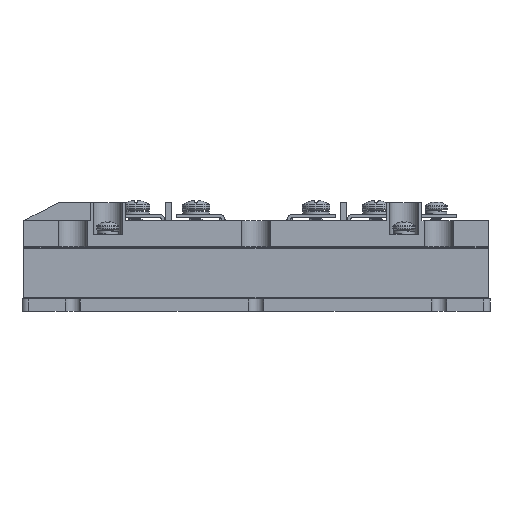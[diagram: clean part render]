
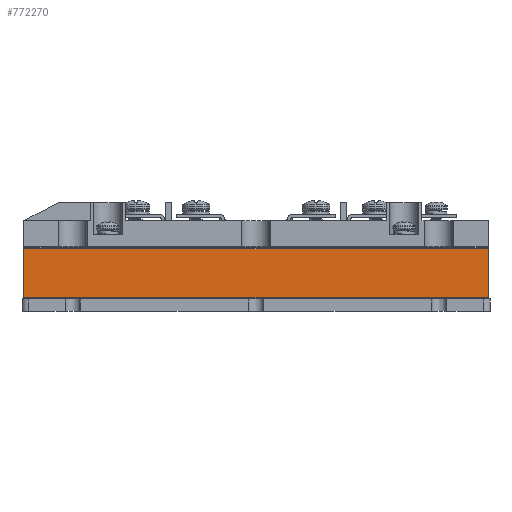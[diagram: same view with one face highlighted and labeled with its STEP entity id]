
A CAD part, front view. The second image highlights one B-rep face of the part: STEP entity #772270.
In plain terms, the highlighted planar face has unit normal (0, -1, 0).
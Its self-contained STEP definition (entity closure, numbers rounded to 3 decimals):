
#767270=CARTESIAN_POINT('',(58.089,-29.921,-17.602));
#767280=VERTEX_POINT('',#767270);
#767310=CARTESIAN_POINT('',(-57.913,-29.921,
-17.602));
#767320=DIRECTION('',(1.,0.,0.));
#767330=VECTOR('',#767320,1.);
#767340=LINE('',#767310,#767330);
#767350=CARTESIAN_POINT('',(-57.913,-29.921,-17.602));
#767360=VERTEX_POINT('',#767350);
#767370=EDGE_CURVE('',#767360,#767280,#767340,.T.);
#769900=CARTESIAN_POINT('',(-57.913,-29.921,-29.921));
#769910=VERTEX_POINT('',#769900);
#769940=CARTESIAN_POINT('',(58.089,-29.921,
-29.921));
#769950=DIRECTION('',(-1.,0.,0.));
#769960=VECTOR('',#769950,1.);
#769970=LINE('',#769940,#769960);
#769980=CARTESIAN_POINT('',(58.089,-29.921,-29.921));
#769990=VERTEX_POINT('',#769980);
#770000=EDGE_CURVE('',#769990,#769910,#769970,.T.);
#772000=CARTESIAN_POINT('',(58.089,-29.921,0.));
#772010=DIRECTION('',(0.,0.,-1.));
#772020=VECTOR('',#772010,1.);
#772030=LINE('',#772000,#772020);
#772040=EDGE_CURVE('',#767280,#769990,#772030,.T.);
#772110=CARTESIAN_POINT('',(-57.913,-29.921,-29.921));
#772120=DIRECTION('',(0.,-1.,0.));
#772130=DIRECTION('',(-1.,0.,0.));
#772140=AXIS2_PLACEMENT_3D('',#772110,#772120,#772130);
#772150=PLANE('',#772140);
#772160=ORIENTED_EDGE('',*,*,#772040,.F.);
#772170=ORIENTED_EDGE('',*,*,#770000,.F.);
#772180=CARTESIAN_POINT('',(-57.913,-29.921,0.));
#772190=DIRECTION('',(0.,0.,1.));
#772200=VECTOR('',#772190,1.);
#772210=LINE('',#772180,#772200);
#772220=EDGE_CURVE('',#769910,#767360,#772210,.T.);
#772230=ORIENTED_EDGE('',*,*,#772220,.F.);
#772240=ORIENTED_EDGE('',*,*,#767370,.F.);
#772250=EDGE_LOOP('',(#772240,#772230,#772170,#772160));
#772260=FACE_OUTER_BOUND('',#772250,.T.);
#772270=ADVANCED_FACE('',(#772260),#772150,.T.);
